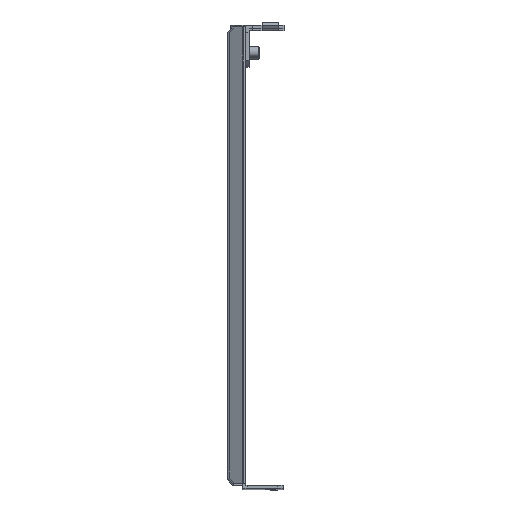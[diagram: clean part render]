
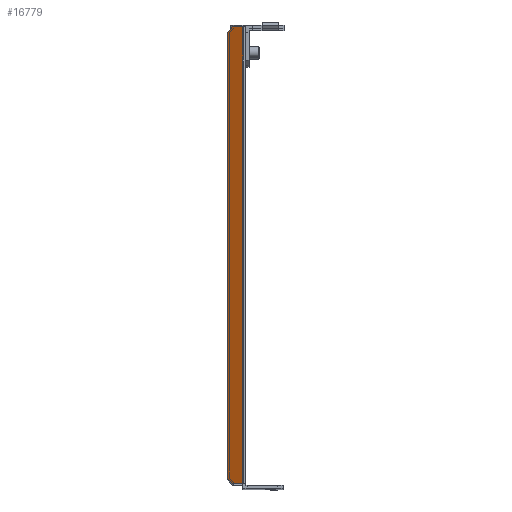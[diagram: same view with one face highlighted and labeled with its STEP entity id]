
A CAD part, top view. The second image highlights one B-rep face of the part: STEP entity #16779.
In plain terms, the highlighted planar face has unit normal (-0.5, 0, 0.866).
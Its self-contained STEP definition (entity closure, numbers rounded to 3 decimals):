
#8 = LINE ( 'NONE', #5822, #6816 ) ;
#127 = CARTESIAN_POINT ( 'NONE',  ( -8.428, 248., 295.38 ) ) ;
#259 = CARTESIAN_POINT ( 'NONE',  ( -11.026, 3., 293.88 ) ) ;
#533 = ORIENTED_EDGE ( 'NONE', *, *, #13664, .T. ) ;
#1020 = EDGE_CURVE ( 'NONE', #5380, #15889, #5180, .T. ) ;
#1371 = VERTEX_POINT ( 'NONE', #6008 ) ;
#1436 = EDGE_LOOP ( 'NONE', ( #2717, #12676, #3463, #11939, #533, #8554, #4926, #17769 ) ) ;
#1444 = EDGE_CURVE ( 'NONE', #17051, #1371, #6283, .T. ) ;
#2024 = CARTESIAN_POINT ( 'NONE',  ( -11.026, 245., 293.88 ) ) ;
#2295 = DIRECTION ( 'NONE',  ( 0.866, 0., 0.5 ) ) ;
#2536 = FACE_OUTER_BOUND ( 'NONE', #1436, .T. ) ;
#2717 = ORIENTED_EDGE ( 'NONE', *, *, #1444, .T. ) ;
#2975 = VECTOR ( 'NONE', #18390, 1000. ) ;
#3058 = EDGE_CURVE ( 'NONE', #7828, #5380, #9401, .T. ) ;
#3463 = ORIENTED_EDGE ( 'NONE', *, *, #5070, .F. ) ;
#3613 = CARTESIAN_POINT ( 'NONE',  ( -5.25, 0., 297.215 ) ) ;
#3657 = CARTESIAN_POINT ( 'NONE',  ( -2.768, 0., 298.648 ) ) ;
#4078 = VERTEX_POINT ( 'NONE', #12804 ) ;
#4777 = VECTOR ( 'NONE', #17209, 1000. ) ;
#4926 = ORIENTED_EDGE ( 'NONE', *, *, #1020, .T. ) ;
#5070 = EDGE_CURVE ( 'NONE', #4078, #10871, #15769, .T. ) ;
#5180 = LINE ( 'NONE', #7784, #11479 ) ;
#5300 = DIRECTION ( 'NONE',  ( 0., 1., 0. ) ) ;
#5380 = VERTEX_POINT ( 'NONE', #259 ) ;
#5822 = CARTESIAN_POINT ( 'NONE',  ( -11.026, 245., 293.88 ) ) ;
#5917 = LINE ( 'NONE', #11623, #4777 ) ;
#6008 = CARTESIAN_POINT ( 'NONE',  ( -2.768, 0., 298.648 ) ) ;
#6283 = LINE ( 'NONE', #17743, #18328 ) ;
#6604 = AXIS2_PLACEMENT_3D ( 'NONE', #12747, #8187, #13888 ) ;
#6816 = VECTOR ( 'NONE', #17195, 1000. ) ;
#7105 = CARTESIAN_POINT ( 'NONE',  ( -129.26, 248., 225.618 ) ) ;
#7551 = CARTESIAN_POINT ( 'NONE',  ( -129.26, 248., 225.618 ) ) ;
#7784 = CARTESIAN_POINT ( 'NONE',  ( -8.428, 0., 295.38 ) ) ;
#7828 = VERTEX_POINT ( 'NONE', #2024 ) ;
#8184 = EDGE_CURVE ( 'NONE', #4078, #15994, #13175, .T. ) ;
#8187 = DIRECTION ( 'NONE',  ( 0.5, 0., -0.866 ) ) ;
#8554 = ORIENTED_EDGE ( 'NONE', *, *, #3058, .T. ) ;
#9401 = LINE ( 'NONE', #18275, #12133 ) ;
#9445 = DIRECTION ( 'NONE',  ( 0.612, -0.707, 0.354 ) ) ;
#10871 = VERTEX_POINT ( 'NONE', #14352 ) ;
#10961 = CARTESIAN_POINT ( 'NONE',  ( -8.428, 0., 295.38 ) ) ;
#11479 = VECTOR ( 'NONE', #9445, 1000. ) ;
#11623 = CARTESIAN_POINT ( 'NONE',  ( -129.26, 0., 225.618 ) ) ;
#11939 = ORIENTED_EDGE ( 'NONE', *, *, #8184, .T. ) ;
#12133 = VECTOR ( 'NONE', #16861, 1000. ) ;
#12291 = VECTOR ( 'NONE', #5300, 1000. ) ;
#12676 = ORIENTED_EDGE ( 'NONE', *, *, #17654, .T. ) ;
#12747 = CARTESIAN_POINT ( 'NONE',  ( -129.26, 0., 225.618 ) ) ;
#12804 = CARTESIAN_POINT ( 'NONE',  ( -5.25, 248., 297.215 ) ) ;
#12904 = VECTOR ( 'NONE', #13079, 1000. ) ;
#13079 = DIRECTION ( 'NONE',  ( -0.866, 0., -0.5 ) ) ;
#13175 = LINE ( 'NONE', #7551, #12904 ) ;
#13664 = EDGE_CURVE ( 'NONE', #15994, #7828, #8, .T. ) ;
#13888 = DIRECTION ( 'NONE',  ( -0.866, 0., -0.5 ) ) ;
#14352 = CARTESIAN_POINT ( 'NONE',  ( -2.768, 248., 298.648 ) ) ;
#14808 = EDGE_CURVE ( 'NONE', #15889, #17051, #5917, .T. ) ;
#14999 = PLANE ( 'NONE',  #6604 ) ;
#15769 = LINE ( 'NONE', #7105, #2975 ) ;
#15889 = VERTEX_POINT ( 'NONE', #10961 ) ;
#15994 = VERTEX_POINT ( 'NONE', #127 ) ;
#16393 = LINE ( 'NONE', #3657, #12291 ) ;
#16779 = ADVANCED_FACE ( 'NONE', ( #2536 ), #14999, .F. ) ;
#16861 = DIRECTION ( 'NONE',  ( 0., -1., 0. ) ) ;
#17051 = VERTEX_POINT ( 'NONE', #3613 ) ;
#17195 = DIRECTION ( 'NONE',  ( -0.612, -0.707, -0.354 ) ) ;
#17209 = DIRECTION ( 'NONE',  ( 0.866, 0., 0.5 ) ) ;
#17654 = EDGE_CURVE ( 'NONE', #1371, #10871, #16393, .T. ) ;
#17743 = CARTESIAN_POINT ( 'NONE',  ( -5.25, 0., 297.215 ) ) ;
#17769 = ORIENTED_EDGE ( 'NONE', *, *, #14808, .T. ) ;
#18275 = CARTESIAN_POINT ( 'NONE',  ( -11.026, 0., 293.88 ) ) ;
#18328 = VECTOR ( 'NONE', #2295, 1000. ) ;
#18390 = DIRECTION ( 'NONE',  ( 0.866, 0., 0.5 ) ) ;
